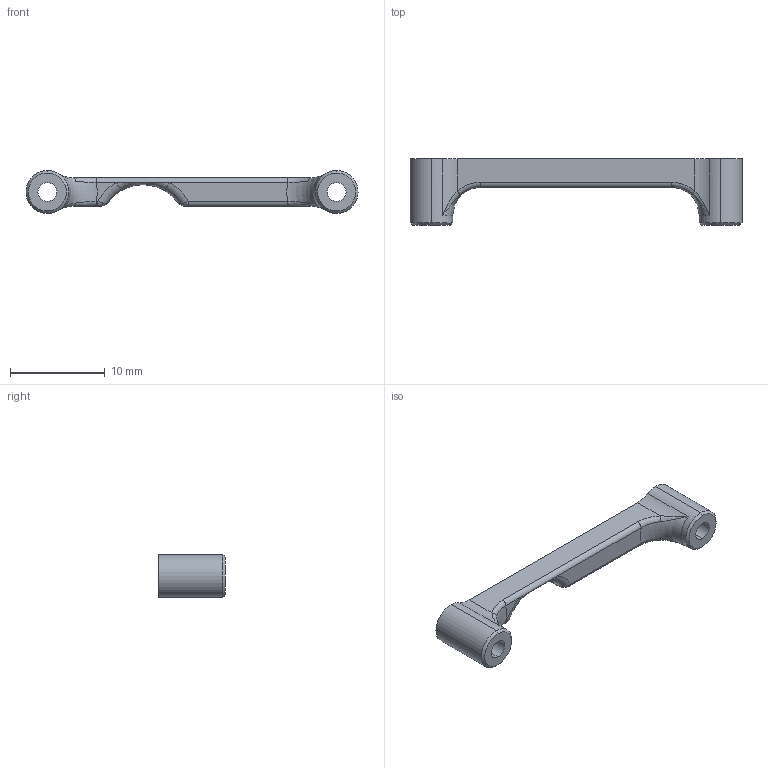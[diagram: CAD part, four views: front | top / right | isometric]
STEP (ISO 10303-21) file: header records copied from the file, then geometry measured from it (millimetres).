
FILE_DESCRIPTION (( 'STEP AP214' ), '1' );
FILE_NAME ('Mounting_Bracket_B.STEP', '2024-02-23T18:32:38', ( '' ), ( '' ), 'SwSTEP 2.0', 'SolidWorks 2020', '' );
FILE_SCHEMA (( 'AUTOMOTIVE_DESIGN' ));
Length unit declared in the file: millimetre
Products named in the file (1): Mounting_Bracket_B
Bounding box: 34.98 x 7 x 4.5 mm (x, y, z)
Volume: 387.1 mm3; surface area: 599.9 mm2
Topology: 1 solids, 1 shells, 48 faces, 120 edges, 68 vertices
Faces by surface type: cylinder 19, bspline 13, plane 8, cone 4, torus 4
Entity records: 1755 total; most frequent: CARTESIAN_POINT 670, ORIENTED_EDGE 228, DIRECTION 212, EDGE_CURVE 114, AXIS2_PLACEMENT_3D 88, VERTEX_POINT 68, EDGE_LOOP 52, CIRCLE 52
